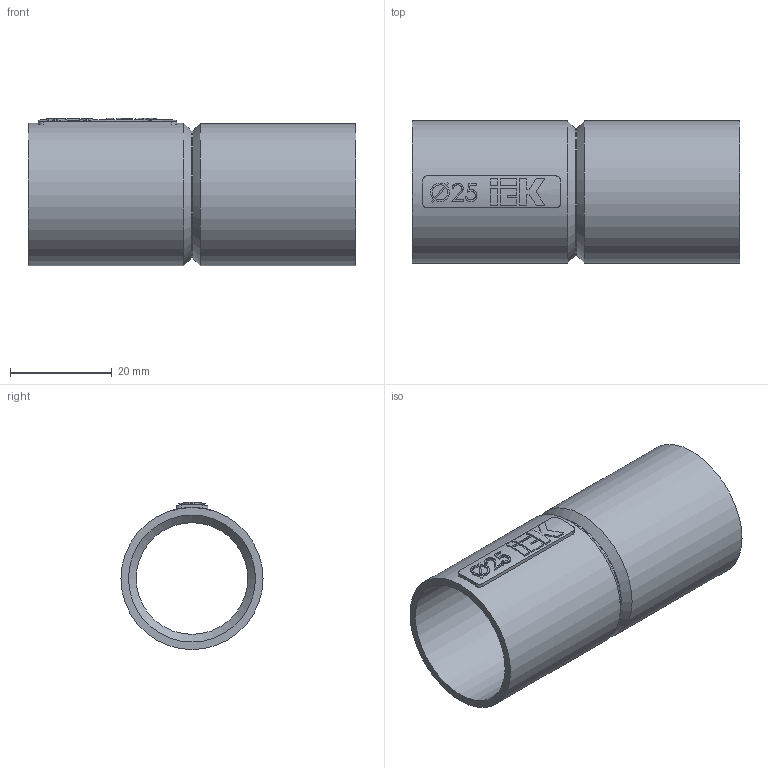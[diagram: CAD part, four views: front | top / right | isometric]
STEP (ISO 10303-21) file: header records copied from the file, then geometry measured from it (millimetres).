
FILE_DESCRIPTION (( 'STEP AP203' ), '1' );
FILE_NAME ('CTA10D-GIG25-K41-005 Ìóôòà òðóáà-òðóáà GI25G IEK (5 øò óïàê).STEP', '2016-04-28T11:39:58', ( '' ), ( '' ), 'SwSTEP 2.0', 'SolidWorks 2014', '' );
FILE_SCHEMA (( 'CONFIG_CONTROL_DESIGN' ));
Length unit declared in the file: millimetre
Products named in the file (1): CTA10D-GIG25-K41-005 Ìóôòà òðóáà-òðóáà GI25G IEK (5 øò óïàê)
Bounding box: 64.5 x 28 x 29 mm (x, y, z)
Volume: 8302.5 mm3; surface area: 11225.8 mm2
Topology: 1 solids, 1 shells, 110 faces, 286 edges, 188 vertices
Faces by surface type: plane 59, bspline 26, cylinder 21, cone 4
Full cylindrical faces by diameter (mm): 22 x1, 25 x3, 28 x2
Entity records: 4652 total; most frequent: CARTESIAN_POINT 2176, ORIENTED_EDGE 546, DIRECTION 397, EDGE_CURVE 273, VERTEX_POINT 186, LINE 135, VECTOR 135, EDGE_LOOP 133
